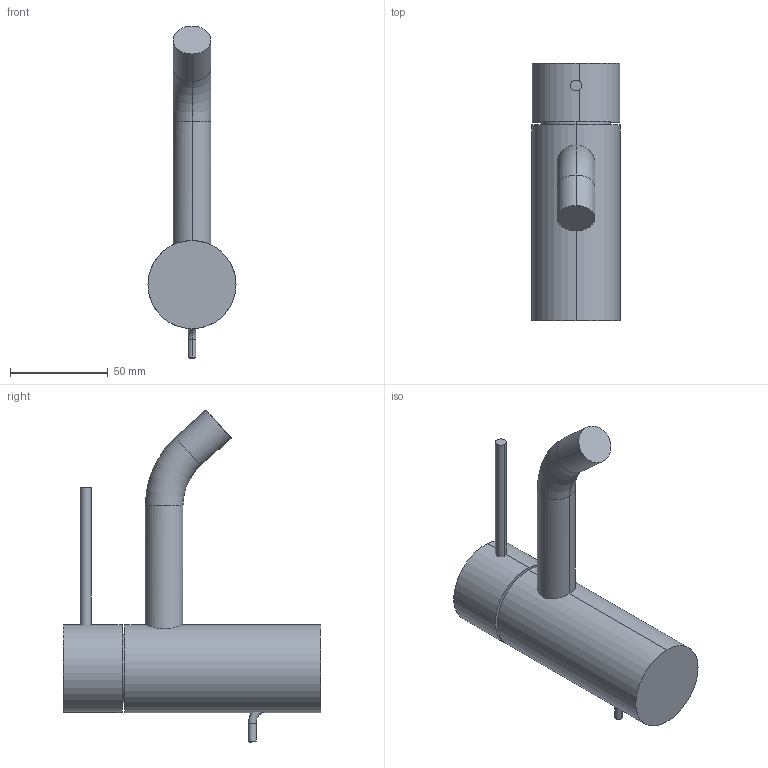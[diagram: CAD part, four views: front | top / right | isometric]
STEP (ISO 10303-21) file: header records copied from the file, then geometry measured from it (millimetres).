
FILE_DESCRIPTION (( 'STEP AP203' ), '1' );
FILE_NAME ('33501662.STEP', '2018-09-25T05:56:46', ( '' ), ( '' ), 'SwSTEP 2.0', 'SolidWorks 2017', '' );
FILE_SCHEMA (( 'CONFIG_CONTROL_DESIGN' ));
Length unit declared in the file: millimetre
Products named in the file (7): Planungsmodell_Rohr_gerade-+-28.568.780-10_ _K154_35x5; Planungsmodell_Zugstange-+-09.31.09.110-01_Zugstange kurz ; Planungsmodell_Rohr_gerade-+-28.568.780-10_ _K316 45 x 30; 33501662; Planungsmodell_Rohr_gerade-+-28.568.780-10_ _K82_45x100; Planungsmodell_Auslauf-+-09.11.06.206-01; Planungsmodell_Rohr_gerade-+-28.568.780-10_ _K350 5,5x80
Assembly tree (6 placements, depth 2):
  33501662
    Planungsmodell_Rohr_gerade-+-28.568.780-10_ _K82_45x100
    Planungsmodell_Auslauf-+-09.11.06.206-01
    Planungsmodell_Rohr_gerade-+-28.568.780-10_ _K154_35x5
    Planungsmodell_Rohr_gerade-+-28.568.780-10_ _K316 45 x 30
    Planungsmodell_Rohr_gerade-+-28.568.780-10_ _K350 5,5x80
    Planungsmodell_Zugstange-+-09.31.09.110-01_Zugstange kurz 
Bounding box: 45 x 131.5 x 169.67 mm (x, y, z)
Volume: 247027.1 mm3; surface area: 36499.2 mm2
Topology: 6 solids, 6 shells, 38 faces, 64 edges, 38 vertices
Faces by surface type: cylinder 17, plane 11, torus 10
Entity records: 1733 total; most frequent: CARTESIAN_POINT 251, DIRECTION 198, ORIENTED_EDGE 128, AXIS2_PLACEMENT_3D 91, EDGE_CURVE 64, PERSON_AND_ORGANIZATION 62, LOCAL_TIME 47, COORDINATED_UNIVERSAL_TIME_OFFSET 47
